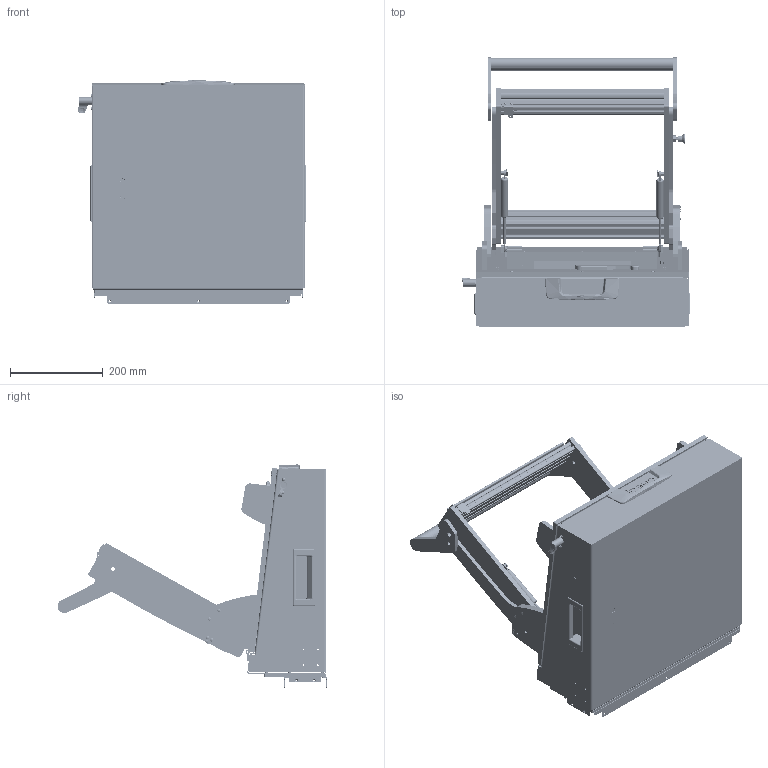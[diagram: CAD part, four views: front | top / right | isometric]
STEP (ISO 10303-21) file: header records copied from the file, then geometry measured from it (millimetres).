
FILE_DESCRIPTION (( 'STEP AP214' ), '1' );
FILE_NAME ('INGUN_40978_open.STEP', '2022-10-24T12:45:40', ( '' ), ( '' ), 'SwSTEP 2.0', 'SolidWorks 2021', '' );
FILE_SCHEMA (( 'AUTOMOTIVE_DESIGN' ));
Length unit declared in the file: millimetre
Products named in the file (107): 109950~0_KUNDE<S>; DIN7991~n_M03,0x006; DIN7991~n_M05,0x016; 39891~3_KUNDE<S>; 35661~4_S; DIN7991~n_M04,0x016; DIN6325~n_04,0m6x024; ISO7380~n_M04,0x008; DIN914~n_M04,0x05; 109770~0_offen<S>; 30984~0_S; DIN125~n_04,3 M04,0; 39892~7_KUNDE<S>; 48565~1_S; 35651~1_S; DIN6325~n_04,0m6x012; 2281~0; 20902~0; 55712~0_KUNDE<S>; 2528~0; 21332_02~0; DIN6325~n_04,0m6x016; 30915~0; 21332~0_MA 2112<Standard>; 35714~3_S; DIN125~n_05,3 M05,0 Fase; 32505~6_offen ohne RW und GF<S>; 35664~1_S; ISO7380~n_M05,0x008; 30758~0_S; ISO7380~n_M04,0x020; 29805~4_geschlossen<S>; 114518~0; 31788~1; DIN7991~n_M05,0x020; 31253~0_S; ISO7380~n_M03,0x005; INGUN_40978_open; K_02038~0; 39894~2_KUNDE<S> ...
Assembly tree (198 placements, depth 6):
  INGUN_40978_open
    32660~3_KUNDE offen ohne RW und GF<S>
      32505~6_offen ohne RW und GF<S>
        32172~8
        30758~0_S  x2
          30758_01~0_S
          30758_02~0_S
          38564~0
        20902~0
        21332~0_MA 2112<Standard>
          21332_02~0
          21332_01~0
        53032~0_S
        32171~0_S
        32462~0_S
        29805~4_geschlossen<S>
          110322~4_S
          110705~2_S
          30984~0_S
          110231~1_S
          110443~0_S
          30112~0
          ISO7380~n_M05,0x030
          ISO7380~n_M04,0x008  x2
          DIN914~n_M04,0x05
        35334~0_S
        DIN7991~n_M05,0x016
        DIN7991~n_M05,0x012  x2
        DIN985-A2~n_M04,0  x3
        8804~0
        DIN125~n_04,3 M04,0  x2
      35650~11_KUNDE offen<S>
        109770~0_offen<S>
          35648~17
          35661~4_S
          35662~11_S
          35663~9_S
          2281~0_180ø<Standard>  x2
            2281~0
          37188~1_S  x2
          53031~0_S
          35649~1_S
          35651~1_S
          31253~0_S
          30955~0_S
          30915~0
          ASR~-a-s-r_拱04,2x07x拌8  x2
          2528~0  x2
          31109~0
          35664~1_S
          48727~1_S
            48726~2_S
            DIN6325~n_04,0m6x012
            48565~1_S
            DIN912~n_M04,0x020  x2
            DIN125~n_06,4 M06,0 Fase
            DIN125~n_04,3 M04,0  x2
            49317~0
          48728~1_S
            48726~2_S
Bounding box: 491.5 x 579.99 x 481.82 mm (x, y, z)
Volume: 4694276.5 mm3; surface area: 2611755.3 mm2
Topology: 208 solids, 208 shells, 5617 faces, 14227 edges, 9056 vertices
Faces by surface type: cylinder 2525, plane 1975, cone 731, bspline 235, sphere 76, torus 75
Entity records: 127378 total; most frequent: CARTESIAN_POINT 30040, DIRECTION 19054, ORIENTED_EDGE 17642, EDGE_CURVE 8821, AXIS2_PLACEMENT_3D 7196, VERTEX_POINT 5682, LINE 4662, VECTOR 4662
